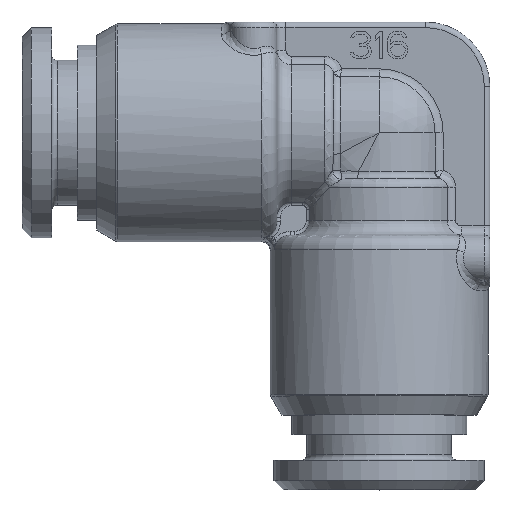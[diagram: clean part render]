
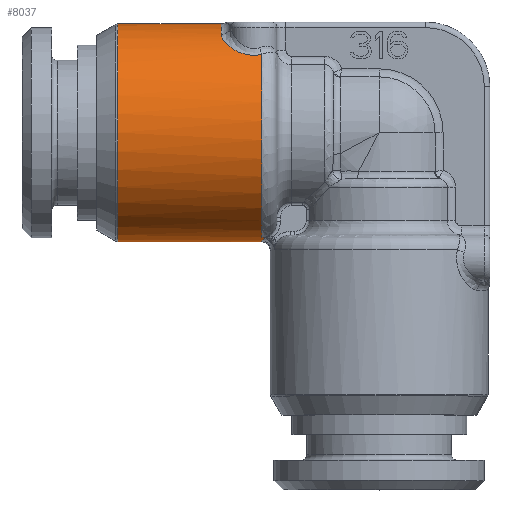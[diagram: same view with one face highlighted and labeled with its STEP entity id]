
A CAD part, top view. The second image highlights one B-rep face of the part: STEP entity #8037.
In plain terms, the highlighted cylindrical face has radius 5.9 mm (diameter 11.8 mm), a partial arc.
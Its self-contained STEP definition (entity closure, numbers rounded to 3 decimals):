
#1556=DIRECTION('',(-1.,0.,0.));
#1557=VECTOR('',#1556,7.77);
#1558=CARTESIAN_POINT('',(-6.4,-5.9,0.));
#1559=LINE('',#1558,#1557);
#1560=CARTESIAN_POINT('',(-6.4,-5.9,0.));
#1601=DIRECTION('',(-1.,0.,0.));
#1602=VECTOR('',#1601,5.62);
#1603=CARTESIAN_POINT('',(-8.55,5.9,0.));
#1604=LINE('',#1603,#1602);
#1615=CARTESIAN_POINT('',(-14.17,0.,0.));
#1616=DIRECTION('',(1.,0.,0.));
#1617=DIRECTION('',(0.,1.,0.));
#1618=AXIS2_PLACEMENT_3D('',#1615,#1616,#1617);
#1620=CARTESIAN_POINT('',(-8.55,0.,0.));
#1621=DIRECTION('',(1.,0.,0.));
#1622=DIRECTION('',(0.,1.,0.));
#1623=AXIS2_PLACEMENT_3D('',#1620,#1621,#1622);
#1625=CARTESIAN_POINT('',(-8.55,5.328,2.535));
#1626=CARTESIAN_POINT('',(-8.55,5.279,2.637));
#1627=CARTESIAN_POINT('',(-8.529,5.182,2.826));
#1628=CARTESIAN_POINT('',(-8.458,5.042,3.068));
#1629=CARTESIAN_POINT('',(-8.361,4.91,3.275));
#1630=CARTESIAN_POINT('',(-8.248,4.789,3.448));
#1631=CARTESIAN_POINT('',(-8.124,4.679,3.596));
#1632=CARTESIAN_POINT('',(-7.99,4.579,3.722));
#1633=CARTESIAN_POINT('',(-7.849,4.488,3.83));
#1634=CARTESIAN_POINT('',(-7.699,4.408,3.922));
#1635=CARTESIAN_POINT('',(-7.541,4.338,4.));
#1636=CARTESIAN_POINT('',(-7.368,4.277,4.065));
#1637=CARTESIAN_POINT('',(-7.164,4.225,4.118));
#1638=CARTESIAN_POINT('',(-6.922,4.193,4.15));
#1639=CARTESIAN_POINT('',(-6.647,4.194,4.149));
#1640=CARTESIAN_POINT('',(-6.451,4.224,4.119));
#1641=CARTESIAN_POINT('',(-6.35,4.248,4.094));
#1643=CARTESIAN_POINT('',(-6.35,0.,0.));
#1644=DIRECTION('',(1.,0.,0.));
#1645=DIRECTION('',(0.,0.72,0.694));
#1646=AXIS2_PLACEMENT_3D('',#1643,#1644,#1645);
#1648=CARTESIAN_POINT('',(-6.35,-5.666,
1.644));
#1649=CARTESIAN_POINT('',(-6.33,-5.672,
1.625));
#1650=CARTESIAN_POINT('',(-6.292,-5.682,
1.59));
#1651=CARTESIAN_POINT('',(-6.239,-5.695,
1.543));
#1652=CARTESIAN_POINT('',(-6.205,-5.702,
1.516));
#1653=CARTESIAN_POINT('',(-6.189,-5.705,
1.503));
#1655=CARTESIAN_POINT('',(-6.35,-5.854,
0.736));
#1656=CARTESIAN_POINT('',(-6.361,-5.864,
0.656));
#1657=CARTESIAN_POINT('',(-6.379,-5.881,
0.494));
#1658=CARTESIAN_POINT('',(-6.396,-5.897,
0.248));
#1659=CARTESIAN_POINT('',(-6.4,-5.9,
0.083));
#1660=CARTESIAN_POINT('',(-6.4,-5.9,0.));
#2605=CARTESIAN_POINT('',(-6.35,-5.854,
0.736));
#2606=CARTESIAN_POINT('',(-6.338,-5.843,
0.821));
#2607=CARTESIAN_POINT('',(-6.311,-5.818,
0.99));
#2608=CARTESIAN_POINT('',(-6.258,-5.769,
1.246));
#2609=CARTESIAN_POINT('',(-6.213,-5.728,
1.418));
#2610=CARTESIAN_POINT('',(-6.189,-5.705,
1.503));
#2612=CARTESIAN_POINT('',(-6.189,-5.705,
1.503));
#2653=CARTESIAN_POINT('',(-6.35,-5.666,
1.644));
#2713=CARTESIAN_POINT('',(-6.35,4.248,4.094));
#4906=VERTEX_POINT('',#2713);
#4909=VERTEX_POINT('',#1625);
#4910=CARTESIAN_POINT('',(-8.55,5.9,0.));
#4911=VERTEX_POINT('',#4910);
#5014=VERTEX_POINT('',#1560);
#5018=VERTEX_POINT('',#1655);
#5092=VERTEX_POINT('',#2612);
#5093=VERTEX_POINT('',#2653);
#5108=CARTESIAN_POINT('',(-14.17,5.9,0.));
#5109=CARTESIAN_POINT('',(-14.17,-5.9,0.));
#5110=VERTEX_POINT('',#5108);
#5111=VERTEX_POINT('',#5109);
#8015=CARTESIAN_POINT('',(-16.24,0.,0.));
#8016=DIRECTION('',(1.,0.,0.));
#8017=DIRECTION('',(0.,-1.,0.));
#8018=AXIS2_PLACEMENT_3D('',#8015,#8016,#8017);
#8019=CYLINDRICAL_SURFACE('',#8018,5.9);
#8020=ORIENTED_EDGE('',*,*,#8006,.F.);
#8021=ORIENTED_EDGE('',*,*,#7981,.F.);
#8023=ORIENTED_EDGE('',*,*,#8022,.T.);
#8025=ORIENTED_EDGE('',*,*,#8024,.T.);
#8027=ORIENTED_EDGE('',*,*,#8026,.T.);
#8029=ORIENTED_EDGE('',*,*,#8028,.T.);
#8031=ORIENTED_EDGE('',*,*,#8030,.F.);
#8033=ORIENTED_EDGE('',*,*,#8032,.T.);
#8034=ORIENTED_EDGE('',*,*,#7968,.T.);
#8035=EDGE_LOOP('',(#8020,#8021,#8023,#8025,#8027,#8029,#8031,#8033,#8034));
#8036=FACE_OUTER_BOUND('',#8035,.F.);
#8037=ADVANCED_FACE('',(#8036),#8019,.T.);
#1619=CIRCLE('',#1618,5.9);
#1624=CIRCLE('',#1623,5.9);
#1642=B_SPLINE_CURVE_WITH_KNOTS('',3,(#1625,#1626,#1627,#1628,#1629,#1630,#1631,
#1632,#1633,#1634,#1635,#1636,#1637,#1638,#1639,#1640,#1641),.UNSPECIFIED.,.F.,
.F.,(4,1,1,1,1,1,1,1,1,1,1,1,1,1,4),(0.,0.071,0.143,
0.214,0.286,0.357,0.429,0.5,
0.571,0.643,0.714,0.786,
0.857,0.929,1.),.UNSPECIFIED.);
#1647=CIRCLE('',#1646,5.9);
#1654=B_SPLINE_CURVE_WITH_KNOTS('',3,(#1648,#1649,#1650,#1651,#1652,#1653),
.UNSPECIFIED.,.F.,.F.,(4,1,1,4),(0.,0.333,0.667,1.),
.UNSPECIFIED.);
#1661=B_SPLINE_CURVE_WITH_KNOTS('',3,(#1655,#1656,#1657,#1658,#1659,#1660),
.UNSPECIFIED.,.F.,.F.,(4,1,1,4),(0.,0.333,0.667,1.),
.UNSPECIFIED.);
#2611=B_SPLINE_CURVE_WITH_KNOTS('',3,(#2605,#2606,#2607,#2608,#2609,#2610),
.UNSPECIFIED.,.F.,.F.,(4,1,1,4),(0.,0.333,0.667,1.),
.UNSPECIFIED.);
#7968=EDGE_CURVE('',#5014,#5111,#1559,.T.);
#7981=EDGE_CURVE('',#4911,#5110,#1604,.T.);
#8006=EDGE_CURVE('',#5110,#5111,#1619,.T.);
#8022=EDGE_CURVE('',#4911,#4909,#1624,.T.);
#8024=EDGE_CURVE('',#4909,#4906,#1642,.T.);
#8026=EDGE_CURVE('',#4906,#5093,#1647,.T.);
#8028=EDGE_CURVE('',#5093,#5092,#1654,.T.);
#8030=EDGE_CURVE('',#5018,#5092,#2611,.T.);
#8032=EDGE_CURVE('',#5018,#5014,#1661,.T.);
